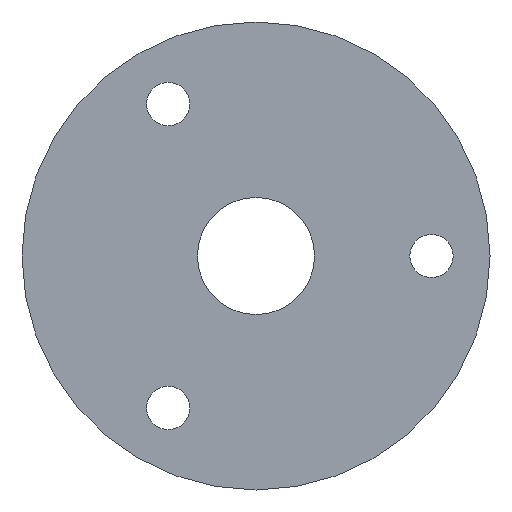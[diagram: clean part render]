
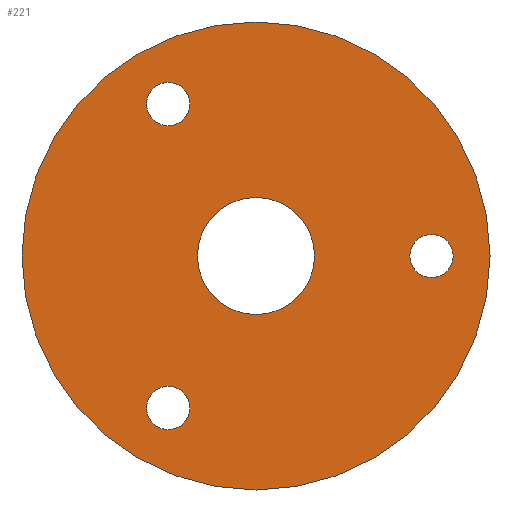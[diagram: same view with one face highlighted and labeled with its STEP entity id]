
A CAD part, front view. The second image highlights one B-rep face of the part: STEP entity #221.
In plain terms, the highlighted planar face has unit normal (0, -1, 0).
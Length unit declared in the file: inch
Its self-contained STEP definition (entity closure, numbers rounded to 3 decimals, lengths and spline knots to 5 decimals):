
#9 = ORIENTED_EDGE ( 'NONE', *, *, #396, .F. ) ;
#11 = FACE_OUTER_BOUND ( 'NONE', #550, .T. ) ;
#16 = EDGE_LOOP ( 'NONE', ( #1024, #470 ) ) ;
#19 = CARTESIAN_POINT ( 'NONE',  ( 0., -4., 0. ) ) ;
#20 = DIRECTION ( 'NONE',  ( 0., 0., 1. ) ) ;
#28 = EDGE_CURVE ( 'NONE', #818, #1086, #1111, .T. ) ;
#46 = VERTEX_POINT ( 'NONE', #871 ) ;
#50 = VERTEX_POINT ( 'NONE', #1051 ) ;
#61 = VERTEX_POINT ( 'NONE', #1015 ) ;
#69 = DIRECTION ( 'NONE',  ( 0., -1., 0. ) ) ;
#91 = AXIS2_PLACEMENT_3D ( 'NONE', #740, #326, #411 ) ;
#94 = EDGE_CURVE ( 'NONE', #238, #46, #664, .T. ) ;
#97 = EDGE_CURVE ( 'NONE', #46, #238, #177, .T. ) ;
#103 = CIRCLE ( 'NONE', #284, 0.09252 ) ;
#118 = CARTESIAN_POINT ( 'NONE',  ( 0., -4., 0. ) ) ;
#124 = DIRECTION ( 'NONE',  ( 0., 1., 0. ) ) ;
#133 = VERTEX_POINT ( 'NONE', #815 ) ;
#144 = CIRCLE ( 'NONE', #571, 0.09252 ) ;
#150 = AXIS2_PLACEMENT_3D ( 'NONE', #1050, #283, #797 ) ;
#177 = CIRCLE ( 'NONE', #198, 0.09252 ) ;
#186 = CARTESIAN_POINT ( 'NONE',  ( 0.75, -4., 0.09252 ) ) ;
#188 = DIRECTION ( 'NONE',  ( 0., 1., 0. ) ) ;
#189 = FACE_BOUND ( 'NONE', #1098, .T. ) ;
#198 = AXIS2_PLACEMENT_3D ( 'NONE', #671, #926, #667 ) ;
#221 = ADVANCED_FACE ( 'NONE', ( #189, #707, #863, #435, #11 ), #520, .F. ) ;
#234 = AXIS2_PLACEMENT_3D ( 'NONE', #118, #124, #311 ) ;
#238 = VERTEX_POINT ( 'NONE', #1041 ) ;
#243 = EDGE_LOOP ( 'NONE', ( #617, #1089 ) ) ;
#248 = AXIS2_PLACEMENT_3D ( 'NONE', #1097, #764, #1018 ) ;
#250 = AXIS2_PLACEMENT_3D ( 'NONE', #19, #779, #869 ) ;
#254 = ORIENTED_EDGE ( 'NONE', *, *, #415, .F. ) ;
#256 = AXIS2_PLACEMENT_3D ( 'NONE', #845, #69, #934 ) ;
#283 = DIRECTION ( 'NONE',  ( 0., -1., 0. ) ) ;
#284 = AXIS2_PLACEMENT_3D ( 'NONE', #310, #539, #648 ) ;
#288 = AXIS2_PLACEMENT_3D ( 'NONE', #883, #527, #20 ) ;
#299 = EDGE_CURVE ( 'NONE', #1001, #61, #103, .T. ) ;
#310 = CARTESIAN_POINT ( 'NONE',  ( -0.375, -4., -0.64952 ) ) ;
#311 = DIRECTION ( 'NONE',  ( 0., 0., 1. ) ) ;
#313 = CARTESIAN_POINT ( 'NONE',  ( 0., -4., 0.25 ) ) ;
#326 = DIRECTION ( 'NONE',  ( 0., -1., 0. ) ) ;
#396 = EDGE_CURVE ( 'NONE', #809, #936, #144, .T. ) ;
#411 = DIRECTION ( 'NONE',  ( 0.866, 0., 0.5 ) ) ;
#415 = EDGE_CURVE ( 'NONE', #50, #133, #719, .T. ) ;
#416 = CIRCLE ( 'NONE', #793, 1. ) ;
#421 = ORIENTED_EDGE ( 'NONE', *, *, #97, .F. ) ;
#422 = CARTESIAN_POINT ( 'NONE',  ( 0.75, -4., 0. ) ) ;
#435 = FACE_BOUND ( 'NONE', #16, .T. ) ;
#451 = CIRCLE ( 'NONE', #256, 0.09252 ) ;
#454 = ORIENTED_EDGE ( 'NONE', *, *, #981, .F. ) ;
#470 = ORIENTED_EDGE ( 'NONE', *, *, #610, .T. ) ;
#506 = DIRECTION ( 'NONE',  ( 0., -1., 0. ) ) ;
#520 = PLANE ( 'NONE',  #250 ) ;
#527 = DIRECTION ( 'NONE',  ( 0., 1., 0. ) ) ;
#539 = DIRECTION ( 'NONE',  ( 0., -1., 0. ) ) ;
#550 = EDGE_LOOP ( 'NONE', ( #602, #254 ) ) ;
#558 = EDGE_LOOP ( 'NONE', ( #454, #9 ) ) ;
#571 = AXIS2_PLACEMENT_3D ( 'NONE', #422, #506, #850 ) ;
#602 = ORIENTED_EDGE ( 'NONE', *, *, #978, .F. ) ;
#610 = EDGE_CURVE ( 'NONE', #1086, #818, #736, .T. ) ;
#616 = CARTESIAN_POINT ( 'NONE',  ( -0.375, -4., -0.557 ) ) ;
#617 = ORIENTED_EDGE ( 'NONE', *, *, #1042, .F. ) ;
#648 = DIRECTION ( 'NONE',  ( -0.866, 0., 0.5 ) ) ;
#664 = CIRCLE ( 'NONE', #91, 0.09252 ) ;
#667 = DIRECTION ( 'NONE',  ( 0.866, 0., 0.5 ) ) ;
#671 = CARTESIAN_POINT ( 'NONE',  ( -0.375, -4., 0.64952 ) ) ;
#707 = FACE_BOUND ( 'NONE', #243, .T. ) ;
#719 = CIRCLE ( 'NONE', #234, 1. ) ;
#736 = CIRCLE ( 'NONE', #248, 0.25 ) ;
#740 = CARTESIAN_POINT ( 'NONE',  ( -0.375, -4., 0.64952 ) ) ;
#751 = CARTESIAN_POINT ( 'NONE',  ( 0., -4., -0.25 ) ) ;
#764 = DIRECTION ( 'NONE',  ( 0., 1., 0. ) ) ;
#779 = DIRECTION ( 'NONE',  ( 0., 1., 0. ) ) ;
#793 = AXIS2_PLACEMENT_3D ( 'NONE', #957, #188, #982 ) ;
#797 = DIRECTION ( 'NONE',  ( 0., 0., -1. ) ) ;
#809 = VERTEX_POINT ( 'NONE', #186 ) ;
#815 = CARTESIAN_POINT ( 'NONE',  ( 0., -4., 1. ) ) ;
#818 = VERTEX_POINT ( 'NONE', #313 ) ;
#845 = CARTESIAN_POINT ( 'NONE',  ( -0.375, -4., -0.64952 ) ) ;
#850 = DIRECTION ( 'NONE',  ( 0., 0., -1. ) ) ;
#863 = FACE_BOUND ( 'NONE', #558, .T. ) ;
#869 = DIRECTION ( 'NONE',  ( 0., 0., 1. ) ) ;
#871 = CARTESIAN_POINT ( 'NONE',  ( -0.375, -4., 0.557 ) ) ;
#873 = CARTESIAN_POINT ( 'NONE',  ( 0.75, -4., -0.09252 ) ) ;
#883 = CARTESIAN_POINT ( 'NONE',  ( 0., -4., 0. ) ) ;
#926 = DIRECTION ( 'NONE',  ( 0., -1., 0. ) ) ;
#934 = DIRECTION ( 'NONE',  ( -0.866, 0., 0.5 ) ) ;
#936 = VERTEX_POINT ( 'NONE', #873 ) ;
#939 = CIRCLE ( 'NONE', #150, 0.09252 ) ;
#957 = CARTESIAN_POINT ( 'NONE',  ( 0., -4., 0. ) ) ;
#978 = EDGE_CURVE ( 'NONE', #133, #50, #416, .T. ) ;
#981 = EDGE_CURVE ( 'NONE', #936, #809, #939, .T. ) ;
#982 = DIRECTION ( 'NONE',  ( 0., 0., 1. ) ) ;
#1001 = VERTEX_POINT ( 'NONE', #616 ) ;
#1015 = CARTESIAN_POINT ( 'NONE',  ( -0.375, -4., -0.74204 ) ) ;
#1018 = DIRECTION ( 'NONE',  ( 0., 0., 1. ) ) ;
#1024 = ORIENTED_EDGE ( 'NONE', *, *, #28, .T. ) ;
#1034 = ORIENTED_EDGE ( 'NONE', *, *, #94, .F. ) ;
#1041 = CARTESIAN_POINT ( 'NONE',  ( -0.375, -4., 0.74204 ) ) ;
#1042 = EDGE_CURVE ( 'NONE', #61, #1001, #451, .T. ) ;
#1050 = CARTESIAN_POINT ( 'NONE',  ( 0.75, -4., 0. ) ) ;
#1051 = CARTESIAN_POINT ( 'NONE',  ( 0., -4., -1. ) ) ;
#1086 = VERTEX_POINT ( 'NONE', #751 ) ;
#1089 = ORIENTED_EDGE ( 'NONE', *, *, #299, .F. ) ;
#1097 = CARTESIAN_POINT ( 'NONE',  ( 0., -4., 0. ) ) ;
#1098 = EDGE_LOOP ( 'NONE', ( #421, #1034 ) ) ;
#1111 = CIRCLE ( 'NONE', #288, 0.25 ) ;
